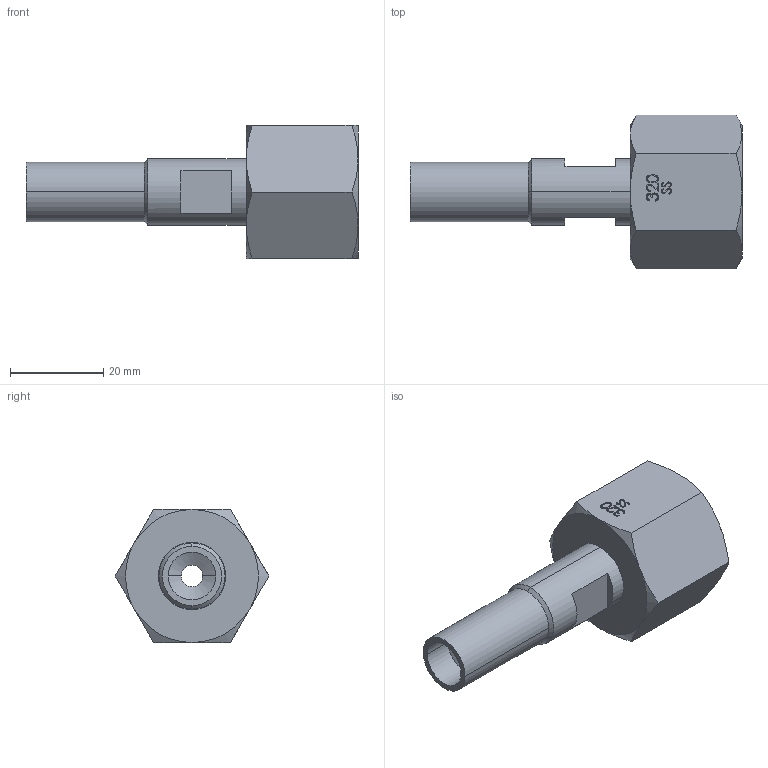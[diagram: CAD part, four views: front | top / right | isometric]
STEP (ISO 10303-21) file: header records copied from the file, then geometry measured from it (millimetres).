
FILE_DESCRIPTION (( 'STEP AP203' ), '1' );
FILE_NAME ('INL-320SS-8UT.step', '2025-10-31T17:53:48', ( '' ), ( '' ), 'SwSTEP 2.0', 'SolidWorks 2018', '' );
FILE_SCHEMA (( 'CONFIG_CONTROL_DESIGN' ));
Length unit declared in the file: inch
Products named in the file (4): PRT-000033; PRT-000260; INL-320SS-8UT; PRT-000433
Assembly tree (3 placements, depth 2):
  INL-320SS-8UT
    PRT-000433
    PRT-000033
    PRT-000260
Bounding box: 71.29 x 33 x 28.57 mm (x, y, z)
Volume: 17979.5 mm3; surface area: 9747.4 mm2
Topology: 3 solids, 3 shells, 162 faces, 504 edges, 359 vertices
Faces by surface type: bspline 62, plane 40, cylinder 29, cone 27, torus 4
Entity records: 13549 total; most frequent: CARTESIAN_POINT 9202, ORIENTED_EDGE 1008, DIRECTION 529, EDGE_CURVE 504, VERTEX_POINT 359, B_SPLINE_CURVE_WITH_KNOTS 263, AXIS2_PLACEMENT_3D 182, EDGE_LOOP 179
